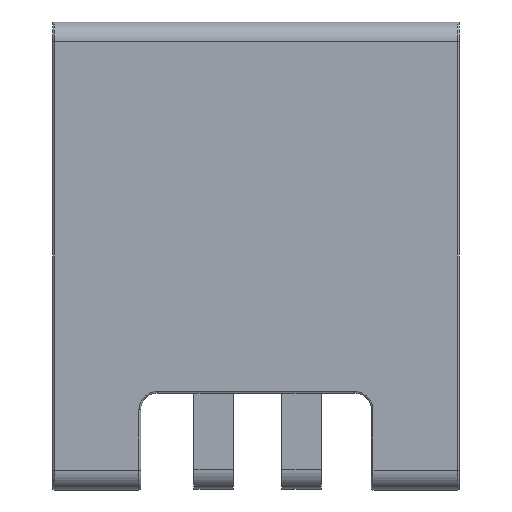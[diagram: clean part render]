
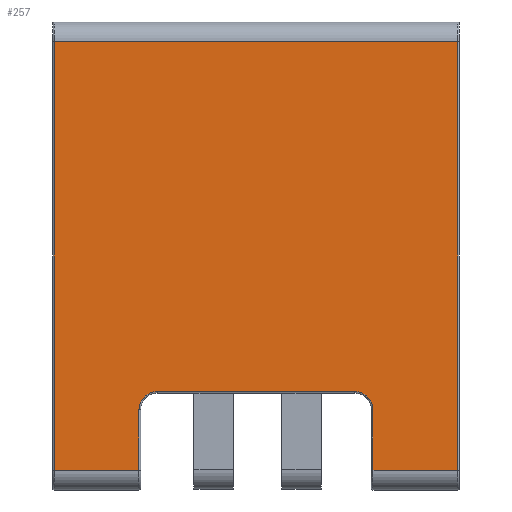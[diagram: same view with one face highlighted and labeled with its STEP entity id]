
A CAD part, front view. The second image highlights one B-rep face of the part: STEP entity #257.
In plain terms, the highlighted planar face has unit normal (0, -1, 0).
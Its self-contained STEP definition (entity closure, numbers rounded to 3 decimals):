
#109 = VERTEX_POINT('',#110);
#110 = CARTESIAN_POINT('',(-18.35,1.2,-42.));
#117 = EDGE_CURVE('',#118,#109,#120,.T.);
#118 = VERTEX_POINT('',#119);
#119 = CARTESIAN_POINT('',(-18.35,1.2,-3.));
#120 = LINE('',#121,#122);
#121 = CARTESIAN_POINT('',(-18.35,1.2,-42.));
#122 = VECTOR('',#123,1.);
#123 = DIRECTION('',(0.,0.,-1.));
#257 = ADVANCED_FACE('',(#258),#333,.T.);
#258 = FACE_BOUND('',#259,.T.);
#259 = EDGE_LOOP('',(#260,#268,#269,#277,#285,#294,#302,#311,#319,#327)
  );
#260 = ORIENTED_EDGE('',*,*,#261,.F.);
#261 = EDGE_CURVE('',#118,#262,#264,.T.);
#262 = VERTEX_POINT('',#263);
#263 = CARTESIAN_POINT('',(18.35,1.2,-3.));
#264 = LINE('',#265,#266);
#265 = CARTESIAN_POINT('',(-18.5,1.2,-3.));
#266 = VECTOR('',#267,1.);
#267 = DIRECTION('',(1.,0.,0.));
#268 = ORIENTED_EDGE('',*,*,#117,.T.);
#269 = ORIENTED_EDGE('',*,*,#270,.T.);
#270 = EDGE_CURVE('',#109,#271,#273,.T.);
#271 = VERTEX_POINT('',#272);
#272 = CARTESIAN_POINT('',(-10.65,1.2,-42.));
#273 = LINE('',#274,#275);
#274 = CARTESIAN_POINT('',(-18.5,1.2,-42.));
#275 = VECTOR('',#276,1.);
#276 = DIRECTION('',(1.,0.,0.));
#277 = ORIENTED_EDGE('',*,*,#278,.T.);
#278 = EDGE_CURVE('',#271,#279,#281,.T.);
#279 = VERTEX_POINT('',#280);
#280 = CARTESIAN_POINT('',(-10.65,1.2,-36.5));
#281 = LINE('',#282,#283);
#282 = CARTESIAN_POINT('',(-10.65,1.2,-36.5));
#283 = VECTOR('',#284,1.);
#284 = DIRECTION('',(0.,0.,1.));
#285 = ORIENTED_EDGE('',*,*,#286,.T.);
#286 = EDGE_CURVE('',#279,#287,#289,.T.);
#287 = VERTEX_POINT('',#288);
#288 = CARTESIAN_POINT('',(-9.,1.2,-34.85));
#289 = CIRCLE('',#290,1.65);
#290 = AXIS2_PLACEMENT_3D('',#291,#292,#293);
#291 = CARTESIAN_POINT('',(-9.,1.2,-36.5));
#292 = DIRECTION('',(0.,1.,0.));
#293 = DIRECTION('',(0.,0.,-1.));
#294 = ORIENTED_EDGE('',*,*,#295,.T.);
#295 = EDGE_CURVE('',#287,#296,#298,.T.);
#296 = VERTEX_POINT('',#297);
#297 = CARTESIAN_POINT('',(9.,1.2,-34.85));
#298 = LINE('',#299,#300);
#299 = CARTESIAN_POINT('',(9.,1.2,-34.85));
#300 = VECTOR('',#301,1.);
#301 = DIRECTION('',(1.,0.,0.));
#302 = ORIENTED_EDGE('',*,*,#303,.T.);
#303 = EDGE_CURVE('',#296,#304,#306,.T.);
#304 = VERTEX_POINT('',#305);
#305 = CARTESIAN_POINT('',(10.65,1.2,-36.5));
#306 = CIRCLE('',#307,1.65);
#307 = AXIS2_PLACEMENT_3D('',#308,#309,#310);
#308 = CARTESIAN_POINT('',(9.,1.2,-36.5));
#309 = DIRECTION('',(0.,1.,0.));
#310 = DIRECTION('',(0.,0.,-1.));
#311 = ORIENTED_EDGE('',*,*,#312,.T.);
#312 = EDGE_CURVE('',#304,#313,#315,.T.);
#313 = VERTEX_POINT('',#314);
#314 = CARTESIAN_POINT('',(10.65,1.2,-42.));
#315 = LINE('',#316,#317);
#316 = CARTESIAN_POINT('',(10.65,1.2,-42.));
#317 = VECTOR('',#318,1.);
#318 = DIRECTION('',(0.,0.,-1.));
#319 = ORIENTED_EDGE('',*,*,#320,.T.);
#320 = EDGE_CURVE('',#313,#321,#323,.T.);
#321 = VERTEX_POINT('',#322);
#322 = CARTESIAN_POINT('',(18.35,1.2,-42.));
#323 = LINE('',#324,#325);
#324 = CARTESIAN_POINT('',(-18.5,1.2,-42.));
#325 = VECTOR('',#326,1.);
#326 = DIRECTION('',(1.,0.,0.));
#327 = ORIENTED_EDGE('',*,*,#328,.T.);
#328 = EDGE_CURVE('',#321,#262,#329,.T.);
#329 = LINE('',#330,#331);
#330 = CARTESIAN_POINT('',(18.35,1.2,-3.));
#331 = VECTOR('',#332,1.);
#332 = DIRECTION('',(0.,0.,1.));
#333 = PLANE('',#334);
#334 = AXIS2_PLACEMENT_3D('',#335,#336,#337);
#335 = CARTESIAN_POINT('',(-18.5,1.2,-3.));
#336 = DIRECTION('',(0.,-1.,0.));
#337 = DIRECTION('',(0.,0.,-1.));
